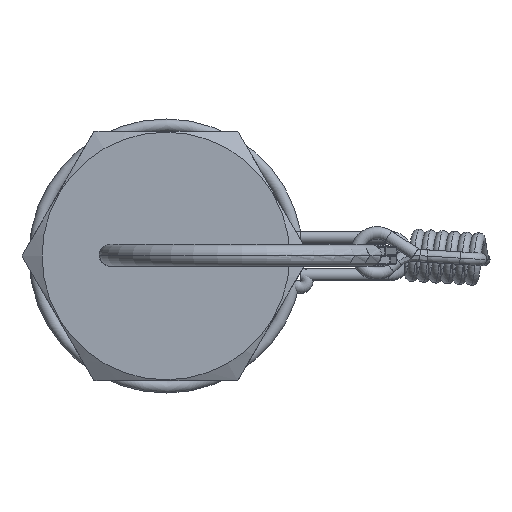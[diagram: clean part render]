
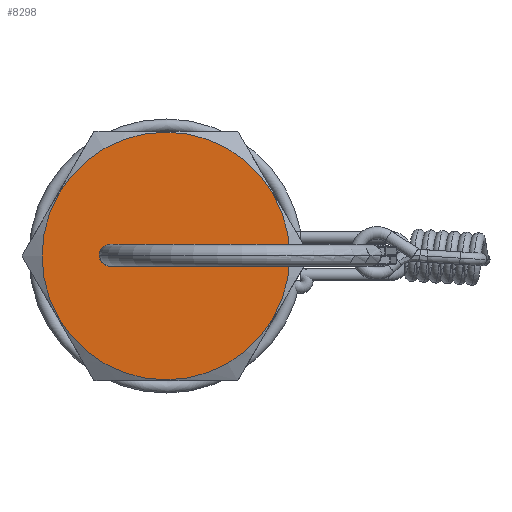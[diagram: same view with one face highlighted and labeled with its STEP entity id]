
A CAD part, left-side view. The second image highlights one B-rep face of the part: STEP entity #8298.
In plain terms, the highlighted planar face has unit normal (-1, 0, 0).
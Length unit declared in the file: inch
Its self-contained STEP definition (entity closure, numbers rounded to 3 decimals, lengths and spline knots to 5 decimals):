
#604 = EDGE_CURVE ( 'NONE', #14153, #4521, #10833, .T. ) ;
#608 = CARTESIAN_POINT ( 'NONE',  ( 0., 0., 0.62125 ) ) ;
#649 = PLANE ( 'NONE',  #6223 ) ;
#728 = AXIS2_PLACEMENT_3D ( 'NONE', #3847, #7250, #9289 ) ;
#1061 = FACE_OUTER_BOUND ( 'NONE', #13449, .T. ) ;
#3847 = CARTESIAN_POINT ( 'NONE',  ( 0., 0., 0. ) ) ;
#4040 = ORIENTED_EDGE ( 'NONE', *, *, #604, .T. ) ;
#4521 = VERTEX_POINT ( 'NONE', #4972 ) ;
#4972 = CARTESIAN_POINT ( 'NONE',  ( 0., 0., -0.62125 ) ) ;
#5031 = EDGE_CURVE ( 'NONE', #4521, #14153, #14365, .T. ) ;
#5237 = DIRECTION ( 'NONE',  ( 0., 0., -1. ) ) ;
#6223 = AXIS2_PLACEMENT_3D ( 'NONE', #13039, #8486, #5237 ) ;
#7250 = DIRECTION ( 'NONE',  ( -1., 0., 0. ) ) ;
#8298 = ADVANCED_FACE ( 'NONE', ( #1061 ), #649, .F. ) ;
#8469 = CARTESIAN_POINT ( 'NONE',  ( 0., 0., 0. ) ) ;
#8486 = DIRECTION ( 'NONE',  ( 1., 0., 0. ) ) ;
#8658 = DIRECTION ( 'NONE',  ( -1., 0., 0. ) ) ;
#8857 = ORIENTED_EDGE ( 'NONE', *, *, #5031, .T. ) ;
#9289 = DIRECTION ( 'NONE',  ( 0., 0., 1. ) ) ;
#10833 = CIRCLE ( 'NONE', #728, 0.62125 ) ;
#11074 = AXIS2_PLACEMENT_3D ( 'NONE', #8469, #8658, #14198 ) ;
#13039 = CARTESIAN_POINT ( 'NONE',  ( 0., 0., 0. ) ) ;
#13449 = EDGE_LOOP ( 'NONE', ( #8857, #4040 ) ) ;
#14153 = VERTEX_POINT ( 'NONE', #608 ) ;
#14198 = DIRECTION ( 'NONE',  ( 0., 0., 1. ) ) ;
#14365 = CIRCLE ( 'NONE', #11074, 0.62125 ) ;
